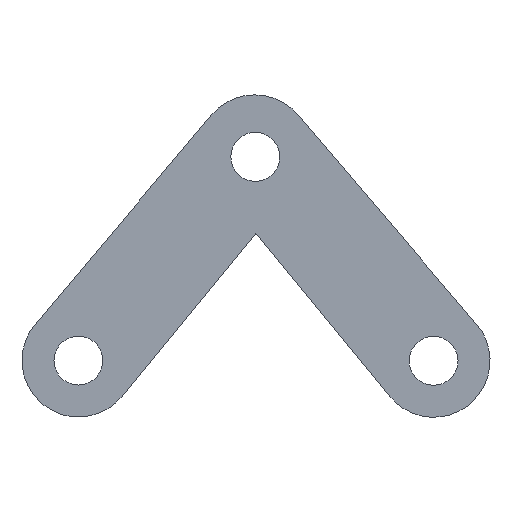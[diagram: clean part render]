
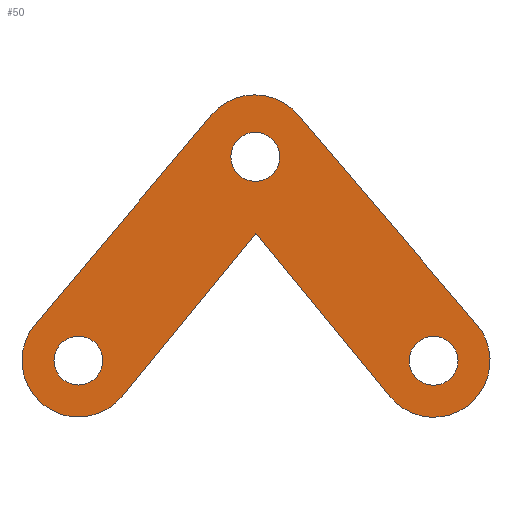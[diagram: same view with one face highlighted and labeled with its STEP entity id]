
A CAD part, front view. The second image highlights one B-rep face of the part: STEP entity #50.
In plain terms, the highlighted planar face has unit normal (0, -1, 0).
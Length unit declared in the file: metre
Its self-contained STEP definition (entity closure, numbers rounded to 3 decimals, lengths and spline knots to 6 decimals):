
#50 = ADVANCED_FACE( '', ( #101, #102, #103, #104 ), #105, .T. );
#101 = FACE_BOUND( '', #153, .T. );
#102 = FACE_BOUND( '', #154, .T. );
#103 = FACE_BOUND( '', #155, .T. );
#104 = FACE_OUTER_BOUND( '', #156, .T. );
#105 = PLANE( '', #157 );
#153 = EDGE_LOOP( '', ( #225 ) );
#154 = EDGE_LOOP( '', ( #226 ) );
#155 = EDGE_LOOP( '', ( #227 ) );
#156 = EDGE_LOOP( '', ( #228, #229, #230, #231, #232, #233, #234 ) );
#157 = AXIS2_PLACEMENT_3D( '', #235, #236, #237 );
#225 = ORIENTED_EDGE( '', *, *, #283, .F. );
#226 = ORIENTED_EDGE( '', *, *, #302, .F. );
#227 = ORIENTED_EDGE( '', *, *, #290, .F. );
#228 = ORIENTED_EDGE( '', *, *, #285, .T. );
#229 = ORIENTED_EDGE( '', *, *, #277, .T. );
#230 = ORIENTED_EDGE( '', *, *, #297, .T. );
#231 = ORIENTED_EDGE( '', *, *, #304, .T. );
#232 = ORIENTED_EDGE( '', *, *, #292, .F. );
#233 = ORIENTED_EDGE( '', *, *, #305, .F. );
#234 = ORIENTED_EDGE( '', *, *, #306, .T. );
#235 = CARTESIAN_POINT( '', ( -0.151797, 0., -0.012363 ) );
#236 = DIRECTION( '', ( 0., -1., 0. ) );
#237 = DIRECTION( '', ( 1., 0., 0. ) );
#277 = EDGE_CURVE( '', #316, #317, #318, .T. );
#283 = EDGE_CURVE( '', #327, #327, #328, .T. );
#285 = EDGE_CURVE( '', #330, #316, #331, .T. );
#290 = EDGE_CURVE( '', #338, #338, #339, .T. );
#292 = EDGE_CURVE( '', #341, #342, #343, .T. );
#297 = EDGE_CURVE( '', #317, #350, #351, .T. );
#302 = EDGE_CURVE( '', #358, #358, #359, .T. );
#304 = EDGE_CURVE( '', #350, #342, #361, .T. );
#305 = EDGE_CURVE( '', #362, #341, #363, .T. );
#306 = EDGE_CURVE( '', #362, #330, #364, .T. );
#316 = VERTEX_POINT( '', #375 );
#317 = VERTEX_POINT( '', #376 );
#318 = CIRCLE( '', #377, 0.0075 );
#327 = VERTEX_POINT( '', #388 );
#328 = CIRCLE( '', #389, 0.00325 );
#330 = VERTEX_POINT( '', #391 );
#331 = LINE( '', #392, #393 );
#338 = VERTEX_POINT( '', #402 );
#339 = CIRCLE( '', #403, 0.00325 );
#341 = VERTEX_POINT( '', #405 );
#342 = VERTEX_POINT( '', #406 );
#343 = LINE( '', #407, #408 );
#350 = VERTEX_POINT( '', #418 );
#351 = LINE( '', #419, #420 );
#358 = VERTEX_POINT( '', #429 );
#359 = CIRCLE( '', #430, 0.00325 );
#361 = CIRCLE( '', #432, 0.0075 );
#362 = VERTEX_POINT( '', #433 );
#363 = LINE( '', #434, #435 );
#364 = CIRCLE( '', #436, 0.0075 );
#375 = CARTESIAN_POINT( '', ( 0.004664, 0., 0.006446 ) );
#376 = CARTESIAN_POINT( '', ( -0.006776, 0., 0.006414 ) );
#377 = AXIS2_PLACEMENT_3D( '', #448, #449, #450 );
#388 = CARTESIAN_POINT( '', ( -0.024483, 0., -0.029469 ) );
#389 = AXIS2_PLACEMENT_3D( '', #459, #460, #461 );
#391 = CARTESIAN_POINT( '', ( 0.028401, 0., -0.021383 ) );
#392 = CARTESIAN_POINT( '', ( 0.016533, 0., -0.007469 ) );
#393 = VECTOR( '', #462, 1. );
#402 = CARTESIAN_POINT( '', ( 0.022694, 0., -0.0295 ) );
#403 = AXIS2_PLACEMENT_3D( '', #468, #469, #470 );
#405 = CARTESIAN_POINT( '', ( -0.000903, 0., -0.00928 ) );
#406 = CARTESIAN_POINT( '', ( -0.018682, 0., -0.030973 ) );
#407 = CARTESIAN_POINT( '', ( -0.009792, 0., -0.020127 ) );
#408 = VECTOR( '', #471, 1. );
#418 = CARTESIAN_POINT( '', ( -0.030216, 0., -0.021384 ) );
#419 = CARTESIAN_POINT( '', ( -0.018496, 0., -0.007485 ) );
#420 = VECTOR( '', #475, 1. );
#429 = CARTESIAN_POINT( '', ( -0.000984, 0., -0.002405 ) );
#430 = AXIS2_PLACEMENT_3D( '', #481, #482, #483 );
#432 = AXIS2_PLACEMENT_3D( '', #484, #485, #486 );
#433 = CARTESIAN_POINT( '', ( 0.016892, 0., -0.031003 ) );
#434 = CARTESIAN_POINT( '', ( 0.007995, 0., -0.020142 ) );
#435 = VECTOR( '', #487, 1. );
#436 = AXIS2_PLACEMENT_3D( '', #488, #489, #490 );
#448 = CARTESIAN_POINT( '', ( -0.001042, 0., 0.001579 ) );
#449 = DIRECTION( '', ( 0., -1., 0. ) );
#450 = DIRECTION( '', ( 0., 0., -1. ) );
#459 = CARTESIAN_POINT( '', ( -0.024483, 0., -0.026219 ) );
#460 = DIRECTION( '', ( 0., -1., 0. ) );
#461 = DIRECTION( '', ( 0., 0., -1. ) );
#462 = DIRECTION( '', ( -0.649, 0., 0.761 ) );
#468 = CARTESIAN_POINT( '', ( 0.022694, 0., -0.02625 ) );
#469 = DIRECTION( '', ( 0., -1., 0. ) );
#470 = DIRECTION( '', ( 0., 0., -1. ) );
#471 = DIRECTION( '', ( -0.634, 0., -0.773 ) );
#475 = DIRECTION( '', ( -0.645, 0., -0.764 ) );
#481 = CARTESIAN_POINT( '', ( -0.000984, 0., 0.000845 ) );
#482 = DIRECTION( '', ( 0., -1., 0. ) );
#483 = DIRECTION( '', ( 0., 0., -1. ) );
#484 = CARTESIAN_POINT( '', ( -0.024483, 0., -0.026219 ) );
#485 = DIRECTION( '', ( 0., -1., 0. ) );
#486 = DIRECTION( '', ( 0., 0., -1. ) );
#487 = DIRECTION( '', ( -0.634, 0., 0.774 ) );
#488 = CARTESIAN_POINT( '', ( 0.022694, 0., -0.02625 ) );
#489 = DIRECTION( '', ( 0., -1., 0. ) );
#490 = DIRECTION( '', ( 0., 0., -1. ) );
